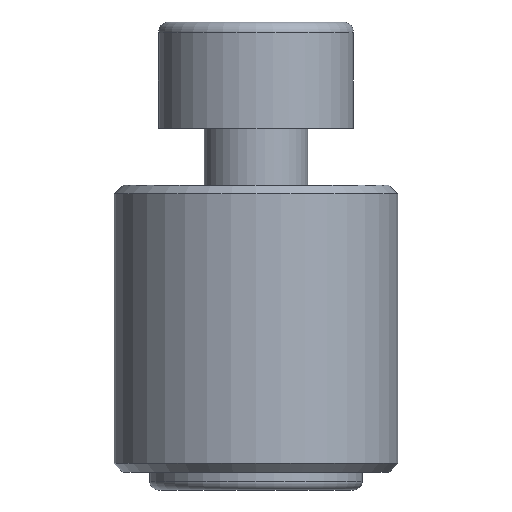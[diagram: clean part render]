
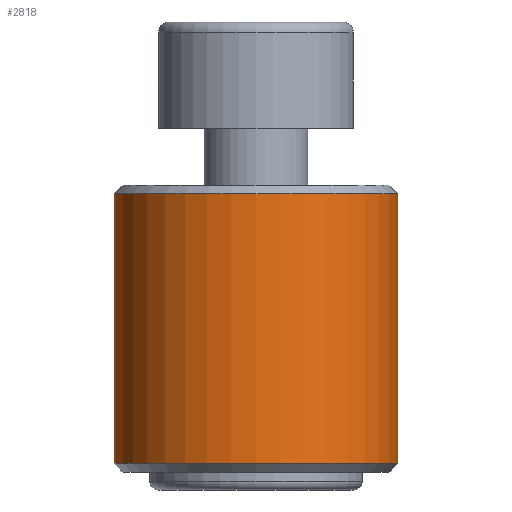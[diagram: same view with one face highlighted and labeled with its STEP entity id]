
A CAD part, front view. The second image highlights one B-rep face of the part: STEP entity #2818.
In plain terms, the highlighted cylindrical face has radius 4 mm (diameter 8 mm), a full revolution.
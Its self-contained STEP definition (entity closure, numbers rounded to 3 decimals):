
#405=CYLINDRICAL_SURFACE('',#3120,4.);
#566=FACE_OUTER_BOUND('',#742,.T.);
#742=EDGE_LOOP('',(#2611,#2612,#2613,#2614));
#841=LINE('',#9930,#936);
#936=VECTOR('',#3741,4.);
#1061=CIRCLE('',#3117,4.);
#1063=CIRCLE('',#3121,4.);
#1341=VERTEX_POINT('',#9922);
#1343=VERTEX_POINT('',#9929);
#1765=EDGE_CURVE('',#1341,#1341,#1061,.T.);
#1767=EDGE_CURVE('',#1341,#1343,#841,.T.);
#1768=EDGE_CURVE('',#1343,#1343,#1063,.T.);
#2611=ORIENTED_EDGE('',*,*,#1765,.F.);
#2612=ORIENTED_EDGE('',*,*,#1767,.T.);
#2613=ORIENTED_EDGE('',*,*,#1768,.F.);
#2614=ORIENTED_EDGE('',*,*,#1767,.F.);
#2818=ADVANCED_FACE('',(#566),#405,.T.);
#3117=AXIS2_PLACEMENT_3D('',#9924,#3733,#3734);
#3120=AXIS2_PLACEMENT_3D('',#9928,#3739,#3740);
#3121=AXIS2_PLACEMENT_3D('',#9931,#3742,#3743);
#3733=DIRECTION('center_axis',(0.,0.,1.));
#3734=DIRECTION('ref_axis',(1.,0.,0.));
#3739=DIRECTION('center_axis',(0.,0.,1.));
#3740=DIRECTION('ref_axis',(1.,0.,0.));
#3741=DIRECTION('',(0.,0.,-1.));
#3742=DIRECTION('center_axis',(0.,0.,-1.));
#3743=DIRECTION('ref_axis',(1.,0.,0.));
#9922=CARTESIAN_POINT('',(-4.,0.,7.85));
#9924=CARTESIAN_POINT('Origin',(0.,0.,7.85));
#9928=CARTESIAN_POINT('Origin',(0.,0.,0.));
#9929=CARTESIAN_POINT('',(-4.,0.,0.25));
#9930=CARTESIAN_POINT('',(-4.,0.,0.));
#9931=CARTESIAN_POINT('Origin',(0.,0.,0.25));
